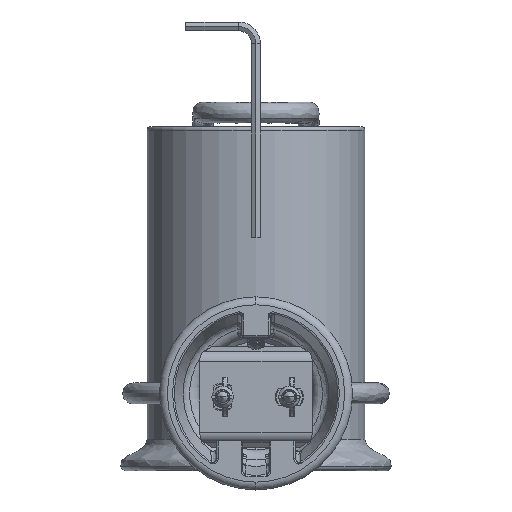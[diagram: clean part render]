
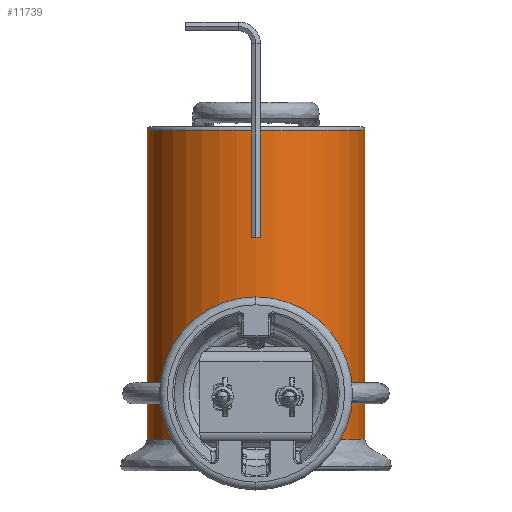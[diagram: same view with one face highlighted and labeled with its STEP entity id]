
A CAD part, front view. The second image highlights one B-rep face of the part: STEP entity #11739.
In plain terms, the highlighted cylindrical face has radius 31 mm (diameter 62 mm), a partial arc.
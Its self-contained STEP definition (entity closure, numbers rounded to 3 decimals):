
#11355=CARTESIAN_POINT('',(143.995,-911.999,
12.));
#11356=DIRECTION('',(0.,0.,1.));
#11357=DIRECTION('',(0.,-1.,0.));
#11358=AXIS2_PLACEMENT_3D('',#11355,#11356,#11357);
#11372=CARTESIAN_POINT('',(143.995,-912.,
12.));
#11373=DIRECTION('',(0.,0.,1.));
#11374=DIRECTION('',(-1.,0.,0.));
#11375=AXIS2_PLACEMENT_3D('',#11372,#11373,#11374);
#11382=CARTESIAN_POINT('',(143.995,-912.,
-76.));
#11383=DIRECTION('',(0.,0.,-1.));
#11384=DIRECTION('',(1.,0.,0.));
#11385=AXIS2_PLACEMENT_3D('',#11382,#11383,#11384);
#11387=DIRECTION('',(0.,0.,1.));
#11388=VECTOR('',#11387,4.);
#11389=CARTESIAN_POINT('',(112.995,-912.,
-76.));
#11390=LINE('',#11389,#11388);
#11391=DIRECTION('',(0.,0.,1.));
#11392=VECTOR('',#11391,84.);
#11393=CARTESIAN_POINT('',(174.995,-912.,
-72.));
#11394=LINE('',#11393,#11392);
#11395=DIRECTION('',(0.,0.,-1.));
#11396=VECTOR('',#11395,4.);
#11397=CARTESIAN_POINT('',(174.995,-912.,
-72.));
#11398=LINE('',#11397,#11396);
#11474=DIRECTION('',(0.,0.,1.));
#11475=VECTOR('',#11474,84.);
#11476=CARTESIAN_POINT('',(112.995,-912.,
-72.));
#11477=LINE('',#11476,#11475);
#11478=CARTESIAN_POINT('',(112.995,-912.,
12.));
#11479=CARTESIAN_POINT('',(143.995,-943.,
12.));
#11480=VERTEX_POINT('',#11478);
#11481=VERTEX_POINT('',#11479);
#11482=CARTESIAN_POINT('',(174.995,-912.,
12.));
#11483=VERTEX_POINT('',#11482);
#11486=CARTESIAN_POINT('',(174.995,-912.,
-72.));
#11487=VERTEX_POINT('',#11486);
#11488=CARTESIAN_POINT('',(112.995,-912.,
-72.));
#11489=VERTEX_POINT('',#11488);
#11506=CARTESIAN_POINT('',(174.995,-912.,
-76.));
#11507=CARTESIAN_POINT('',(112.995,-912.,
-76.));
#11508=VERTEX_POINT('',#11506);
#11509=VERTEX_POINT('',#11507);
#11720=CARTESIAN_POINT('',(143.995,-912.,
-30.));
#11721=DIRECTION('',(0.,0.,-1.));
#11722=DIRECTION('',(1.,0.,0.));
#11723=AXIS2_PLACEMENT_3D('',#11720,#11721,#11722);
#11724=CYLINDRICAL_SURFACE('',#11723,31.);
#11726=ORIENTED_EDGE('',*,*,#11725,.T.);
#11728=ORIENTED_EDGE('',*,*,#11727,.T.);
#11730=ORIENTED_EDGE('',*,*,#11729,.T.);
#11731=ORIENTED_EDGE('',*,*,#11712,.T.);
#11732=ORIENTED_EDGE('',*,*,#11691,.T.);
#11734=ORIENTED_EDGE('',*,*,#11733,.F.);
#11736=ORIENTED_EDGE('',*,*,#11735,.T.);
#11737=EDGE_LOOP('',(#11726,#11728,#11730,#11731,#11732,#11734,#11736));
#11738=FACE_OUTER_BOUND('',#11737,.F.);
#11739=ADVANCED_FACE('',(#11738),#11724,.T.);
#11359=CIRCLE('',#11358,31.);
#11376=CIRCLE('',#11375,31.);
#11386=CIRCLE('',#11385,31.);
#11691=EDGE_CURVE('',#11481,#11483,#11359,.T.);
#11712=EDGE_CURVE('',#11480,#11481,#11376,.T.);
#11725=EDGE_CURVE('',#11508,#11509,#11386,.T.);
#11727=EDGE_CURVE('',#11509,#11489,#11390,.T.);
#11729=EDGE_CURVE('',#11489,#11480,#11477,.T.);
#11733=EDGE_CURVE('',#11487,#11483,#11394,.T.);
#11735=EDGE_CURVE('',#11487,#11508,#11398,.T.);
